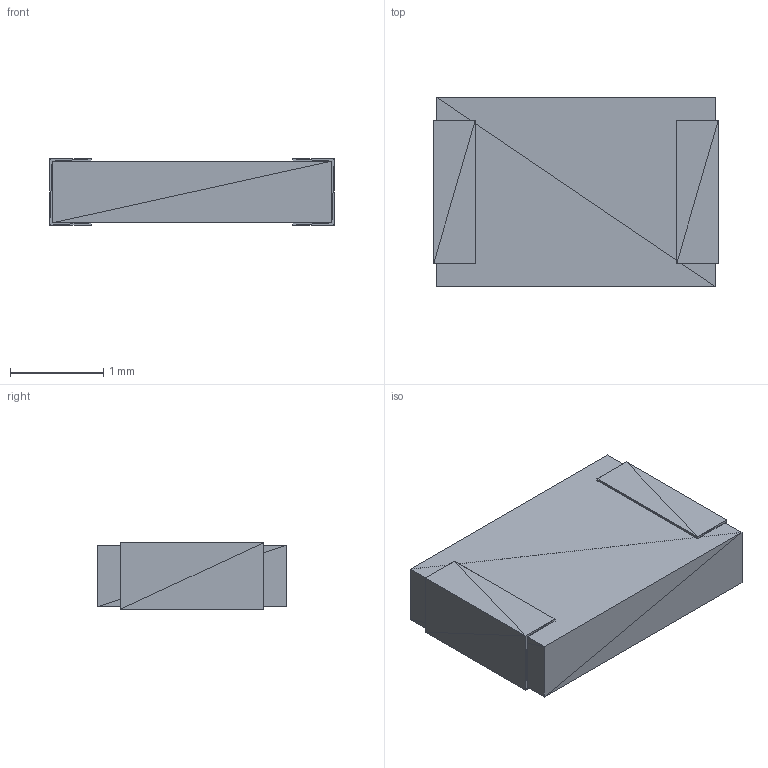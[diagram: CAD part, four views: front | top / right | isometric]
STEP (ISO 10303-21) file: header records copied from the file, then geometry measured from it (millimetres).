
FILE_DESCRIPTION(('STEP AP214'),'1');
FILE_NAME('Diode2','2018-12-09T15:15:57',(''),(''),'','','');
FILE_SCHEMA(('AUTOMOTIVE_DESIGN'));
Length unit declared in the file: millimetre
Products named in the file (1): product
Bounding box: 3.05 x 2.03 x 0.71 mm (x, y, z)
Surface area: 28.6 mm2 (no closed solid volume)
Topology: 0 solids, 68 shells, 68 faces, 204 edges, 204 vertices
Faces by surface type: plane 68
Entity records: 2303 total; most frequent: CARTESIAN_POINT 477, DIRECTION 342, ORIENTED_EDGE 204, EDGE_CURVE 204, VERTEX_POINT 204, LINE 204, VECTOR 204, AXIS2_PLACEMENT_3D 69
